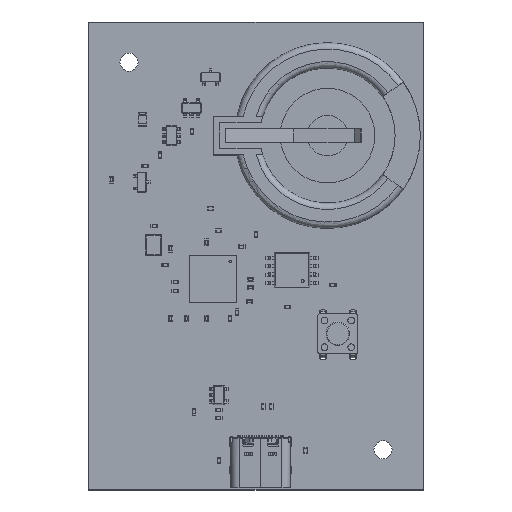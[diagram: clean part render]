
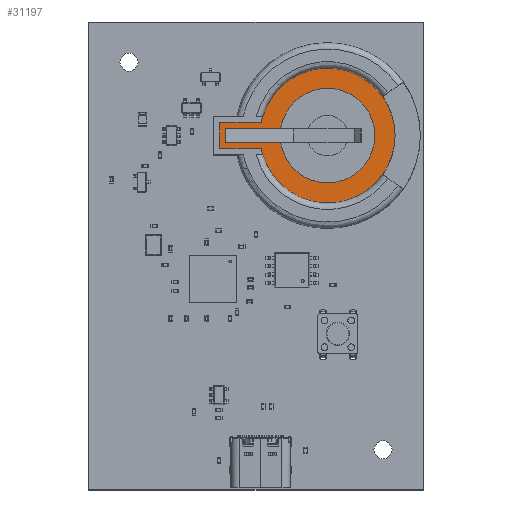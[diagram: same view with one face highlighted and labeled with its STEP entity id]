
A CAD part, top view. The second image highlights one B-rep face of the part: STEP entity #31197.
In plain terms, the highlighted planar face has unit normal (0, 0, 1).
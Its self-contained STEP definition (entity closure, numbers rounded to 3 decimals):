
#30443 = VERTEX_POINT('',#30444);
#30444 = CARTESIAN_POINT('',(5.27,-1.9,3.64));
#30450 = EDGE_CURVE('',#30443,#30451,#30453,.T.);
#30451 = VERTEX_POINT('',#30452);
#30452 = CARTESIAN_POINT('',(5.515,-2.9,3.64));
#30453 = CIRCLE('',#30454,10.11);
#30454 = AXIS2_PLACEMENT_3D('',#30455,#30456,#30457);
#30455 = CARTESIAN_POINT('',(15.2,0.,3.64));
#30456 = DIRECTION('',(0.,0.,1.));
#30457 = DIRECTION('',(1.,0.,-0.));
#30459 = EDGE_CURVE('',#30451,#30460,#30462,.T.);
#30460 = VERTEX_POINT('',#30461);
#30461 = CARTESIAN_POINT('',(25.31,0.,3.64));
#30462 = CIRCLE('',#30463,10.11);
#30463 = AXIS2_PLACEMENT_3D('',#30464,#30465,#30466);
#30464 = CARTESIAN_POINT('',(15.2,0.,3.64));
#30465 = DIRECTION('',(0.,0.,1.));
#30466 = DIRECTION('',(1.,0.,-0.));
#30468 = EDGE_CURVE('',#30460,#30469,#30471,.T.);
#30469 = VERTEX_POINT('',#30470);
#30470 = CARTESIAN_POINT('',(5.515,2.9,3.64));
#30471 = CIRCLE('',#30472,10.11);
#30472 = AXIS2_PLACEMENT_3D('',#30473,#30474,#30475);
#30473 = CARTESIAN_POINT('',(15.2,0.,3.64));
#30474 = DIRECTION('',(0.,0.,1.));
#30475 = DIRECTION('',(1.,0.,-0.));
#30477 = EDGE_CURVE('',#30469,#30478,#30480,.T.);
#30478 = VERTEX_POINT('',#30479);
#30479 = CARTESIAN_POINT('',(5.27,1.9,3.64));
#30480 = CIRCLE('',#30481,10.11);
#30481 = AXIS2_PLACEMENT_3D('',#30482,#30483,#30484);
#30482 = CARTESIAN_POINT('',(15.2,0.,3.64));
#30483 = DIRECTION('',(0.,0.,1.));
#30484 = DIRECTION('',(1.,0.,-0.));
#30537 = EDGE_CURVE('',#30538,#30478,#30540,.T.);
#30538 = VERTEX_POINT('',#30539);
#30539 = CARTESIAN_POINT('',(-0.9,1.9,3.64));
#30540 = LINE('',#30541,#30542);
#30541 = CARTESIAN_POINT('',(-0.9,1.9,3.64));
#30542 = VECTOR('',#30543,1.);
#30543 = DIRECTION('',(1.,0.,0.));
#30561 = EDGE_CURVE('',#30562,#30538,#30564,.T.);
#30562 = VERTEX_POINT('',#30563);
#30563 = CARTESIAN_POINT('',(-0.9,-1.9,3.64));
#30564 = LINE('',#30565,#30566);
#30565 = CARTESIAN_POINT('',(-0.9,-1.9,3.64));
#30566 = VECTOR('',#30567,1.);
#30567 = DIRECTION('',(0.,1.,0.));
#30585 = EDGE_CURVE('',#30443,#30562,#30586,.T.);
#30586 = LINE('',#30587,#30588);
#30587 = CARTESIAN_POINT('',(14.3,-1.9,3.64));
#30588 = VECTOR('',#30589,1.);
#30589 = DIRECTION('',(-1.,0.,0.));
#31197 = ADVANCED_FACE('',(#31198,#31207,#31241),#31252,.T.);
#31198 = FACE_BOUND('',#31199,.T.);
#31199 = EDGE_LOOP('',(#31200,#31201,#31202,#31203,#31204,#31205,#31206)
  );
#31200 = ORIENTED_EDGE('',*,*,#30477,.T.);
#31201 = ORIENTED_EDGE('',*,*,#30537,.F.);
#31202 = ORIENTED_EDGE('',*,*,#30561,.F.);
#31203 = ORIENTED_EDGE('',*,*,#30585,.F.);
#31204 = ORIENTED_EDGE('',*,*,#30450,.T.);
#31205 = ORIENTED_EDGE('',*,*,#30459,.T.);
#31206 = ORIENTED_EDGE('',*,*,#30468,.T.);
#31207 = FACE_BOUND('',#31208,.T.);
#31208 = EDGE_LOOP('',(#31209,#31219,#31227,#31235));
#31209 = ORIENTED_EDGE('',*,*,#31210,.F.);
#31210 = EDGE_CURVE('',#31211,#31213,#31215,.T.);
#31211 = VERTEX_POINT('',#31212);
#31212 = CARTESIAN_POINT('',(0.1,-1.,3.64));
#31213 = VERTEX_POINT('',#31214);
#31214 = CARTESIAN_POINT('',(0.1,1.,3.64));
#31215 = LINE('',#31216,#31217);
#31216 = CARTESIAN_POINT('',(0.1,0.,3.64));
#31217 = VECTOR('',#31218,1.);
#31218 = DIRECTION('',(0.,1.,0.));
#31219 = ORIENTED_EDGE('',*,*,#31220,.T.);
#31220 = EDGE_CURVE('',#31211,#31221,#31223,.T.);
#31221 = VERTEX_POINT('',#31222);
#31222 = CARTESIAN_POINT('',(0.,-1.,3.64));
#31223 = LINE('',#31224,#31225);
#31224 = CARTESIAN_POINT('',(10.313,-1.,3.64));
#31225 = VECTOR('',#31226,1.);
#31226 = DIRECTION('',(-1.,0.,0.));
#31227 = ORIENTED_EDGE('',*,*,#31228,.F.);
#31228 = EDGE_CURVE('',#31229,#31221,#31231,.T.);
#31229 = VERTEX_POINT('',#31230);
#31230 = CARTESIAN_POINT('',(0.,1.,3.64));
#31231 = LINE('',#31232,#31233);
#31232 = CARTESIAN_POINT('',(0.,0.5,3.64));
#31233 = VECTOR('',#31234,1.);
#31234 = DIRECTION('',(0.,-1.,0.));
#31235 = ORIENTED_EDGE('',*,*,#31236,.F.);
#31236 = EDGE_CURVE('',#31213,#31229,#31237,.T.);
#31237 = LINE('',#31238,#31239);
#31238 = CARTESIAN_POINT('',(10.313,1.,3.64));
#31239 = VECTOR('',#31240,1.);
#31240 = DIRECTION('',(-1.,0.,0.));
#31241 = FACE_BOUND('',#31242,.T.);
#31242 = EDGE_LOOP('',(#31243));
#31243 = ORIENTED_EDGE('',*,*,#31244,.F.);
#31244 = EDGE_CURVE('',#31245,#31245,#31247,.T.);
#31245 = VERTEX_POINT('',#31246);
#31246 = CARTESIAN_POINT('',(22.277,0.,3.64));
#31247 = CIRCLE('',#31248,7.077);
#31248 = AXIS2_PLACEMENT_3D('',#31249,#31250,#31251);
#31249 = CARTESIAN_POINT('',(15.2,0.,3.64));
#31250 = DIRECTION('',(0.,0.,1.));
#31251 = DIRECTION('',(1.,0.,-0.));
#31252 = PLANE('',#31253);
#31253 = AXIS2_PLACEMENT_3D('',#31254,#31255,#31256);
#31254 = CARTESIAN_POINT('',(12.624,0.,3.64));
#31255 = DIRECTION('',(0.,0.,1.));
#31256 = DIRECTION('',(1.,0.,0.));
